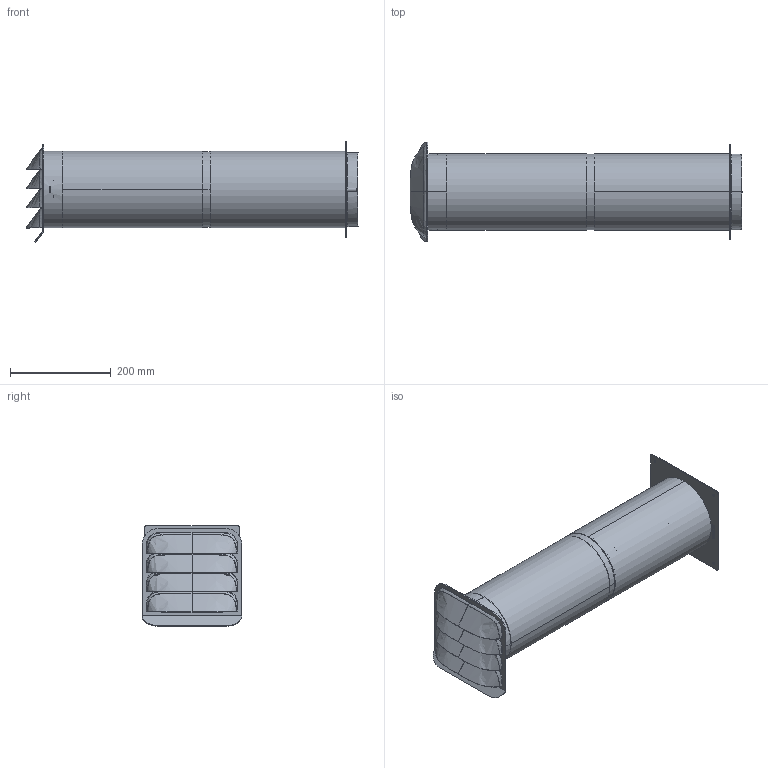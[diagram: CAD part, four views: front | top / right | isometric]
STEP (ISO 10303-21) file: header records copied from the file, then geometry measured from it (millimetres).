
FILE_DESCRIPTION(('STEP AP214'),'1');
FILE_NAME('V_4043087 Bixo Abluftmauerkasten_rund.STP','2023-08-11T09:30:29',(' '),(' '),'Spatial InterOp 3D',' ',' ');
FILE_SCHEMA(('AUTOMOTIVE_DESIGN { 1 0 10303 214 1 1 1 1 }'));
Length unit declared in the file: millimetre
Products named in the file (1): 35
Bounding box: 660.11 x 198.36 x 199.5 mm (x, y, z)
Volume: 2779169.9 mm3; surface area: 949166.2 mm2
Topology: 5 solids, 7 shells, 898 faces, 2501 edges, 1635 vertices
Faces by surface type: plane 544, bspline 131, cylinder 103, cone 77, torus 26, extrusion 13, sphere 4
Entity records: 69428 total; most frequent: CARTESIAN_POINT 47369, ORIENTED_EDGE 5002, DIRECTION 3911, EDGE_CURVE 2501, VERTEX_POINT 1635, VECTOR 1589, LINE 1576, AXIS2_PLACEMENT_3D 1161
